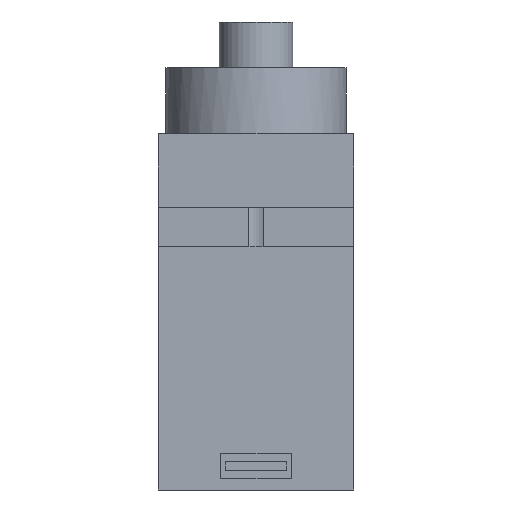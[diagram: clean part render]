
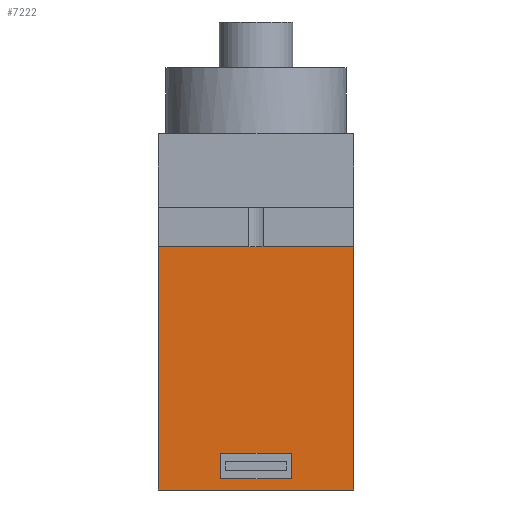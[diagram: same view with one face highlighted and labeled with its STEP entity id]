
A CAD part, left-side view. The second image highlights one B-rep face of the part: STEP entity #7222.
In plain terms, the highlighted planar face has unit normal (-1, 0, 0).
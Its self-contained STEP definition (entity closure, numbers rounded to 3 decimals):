
#131=FACE_BOUND('',#1140,.T.);
#710=FACE_OUTER_BOUND('',#1139,.T.);
#1139=EDGE_LOOP('',(#6616,#6617,#6618,#6619));
#1140=EDGE_LOOP('',(#6620,#6621,#6622,#6623));
#2094=LINE('',#13464,#2740);
#2107=LINE('',#13502,#2753);
#2111=LINE('',#13510,#2757);
#2114=LINE('',#13516,#2760);
#2117=LINE('',#13521,#2763);
#2164=LINE('',#13643,#2810);
#2171=LINE('',#13658,#2817);
#2172=LINE('',#13659,#2818);
#2740=VECTOR('',#8393,10.);
#2753=VECTOR('',#8436,10.);
#2757=VECTOR('',#8442,10.);
#2760=VECTOR('',#8447,10.);
#2763=VECTOR('',#8452,10.);
#2810=VECTOR('',#8573,10.);
#2817=VECTOR('',#8590,10.);
#2818=VECTOR('',#8591,10.);
#3447=VERTEX_POINT('',#13442);
#3457=VERTEX_POINT('',#13462);
#3466=VERTEX_POINT('',#13500);
#3467=VERTEX_POINT('',#13501);
#3470=VERTEX_POINT('',#13509);
#3472=VERTEX_POINT('',#13515);
#3511=VERTEX_POINT('',#13641);
#3514=VERTEX_POINT('',#13657);
#4465=EDGE_CURVE('',#3447,#3457,#2094,.T.);
#4478=EDGE_CURVE('',#3466,#3467,#2107,.T.);
#4482=EDGE_CURVE('',#3467,#3470,#2111,.T.);
#4485=EDGE_CURVE('',#3470,#3472,#2114,.T.);
#4488=EDGE_CURVE('',#3472,#3466,#2117,.T.);
#4548=EDGE_CURVE('',#3457,#3511,#2164,.T.);
#4555=EDGE_CURVE('',#3514,#3511,#2171,.T.);
#4556=EDGE_CURVE('',#3447,#3514,#2172,.T.);
#6616=ORIENTED_EDGE('',*,*,#4548,.T.);
#6617=ORIENTED_EDGE('',*,*,#4555,.F.);
#6618=ORIENTED_EDGE('',*,*,#4556,.F.);
#6619=ORIENTED_EDGE('',*,*,#4465,.T.);
#6620=ORIENTED_EDGE('',*,*,#4478,.T.);
#6621=ORIENTED_EDGE('',*,*,#4482,.T.);
#6622=ORIENTED_EDGE('',*,*,#4485,.T.);
#6623=ORIENTED_EDGE('',*,*,#4488,.T.);
#6832=PLANE('',#7520);
#7222=ADVANCED_FACE('',(#710,#131),#6832,.T.);
#7520=AXIS2_PLACEMENT_3D('',#13656,#8588,#8589);
#8393=DIRECTION('',(0.,0.,1.));
#8436=DIRECTION('',(0.,1.,0.));
#8442=DIRECTION('',(0.,0.,1.));
#8447=DIRECTION('',(0.,-1.,0.));
#8452=DIRECTION('',(0.,0.,-1.));
#8573=DIRECTION('',(0.,1.,0.));
#8588=DIRECTION('center_axis',(-1.,0.,0.));
#8589=DIRECTION('ref_axis',(0.,-1.,0.));
#8590=DIRECTION('',(0.,0.,1.));
#8591=DIRECTION('',(0.,1.,0.));
#13442=CARTESIAN_POINT('',(-11.31,-6.215,0.));
#13462=CARTESIAN_POINT('',(-11.31,-6.215,15.47));
#13464=CARTESIAN_POINT('',(-11.31,-6.215,0.));
#13500=CARTESIAN_POINT('',(-11.31,-2.25,0.724));
#13501=CARTESIAN_POINT('',(-11.31,2.25,0.724));
#13502=CARTESIAN_POINT('',(-11.31,4.233,0.724));
#13509=CARTESIAN_POINT('',(-11.31,2.25,2.324));
#13510=CARTESIAN_POINT('',(-11.31,2.25,1.162));
#13515=CARTESIAN_POINT('',(-11.31,-2.25,2.324));
#13516=CARTESIAN_POINT('',(-11.31,1.983,2.324));
#13521=CARTESIAN_POINT('',(-11.31,-2.25,0.362));
#13641=CARTESIAN_POINT('',(-11.31,6.215,15.47));
#13643=CARTESIAN_POINT('',(-11.31,6.215,15.47));
#13656=CARTESIAN_POINT('Origin',(-11.31,6.215,0.));
#13657=CARTESIAN_POINT('',(-11.31,6.215,0.));
#13658=CARTESIAN_POINT('',(-11.31,6.215,0.));
#13659=CARTESIAN_POINT('',(-11.31,-6.215,0.));
